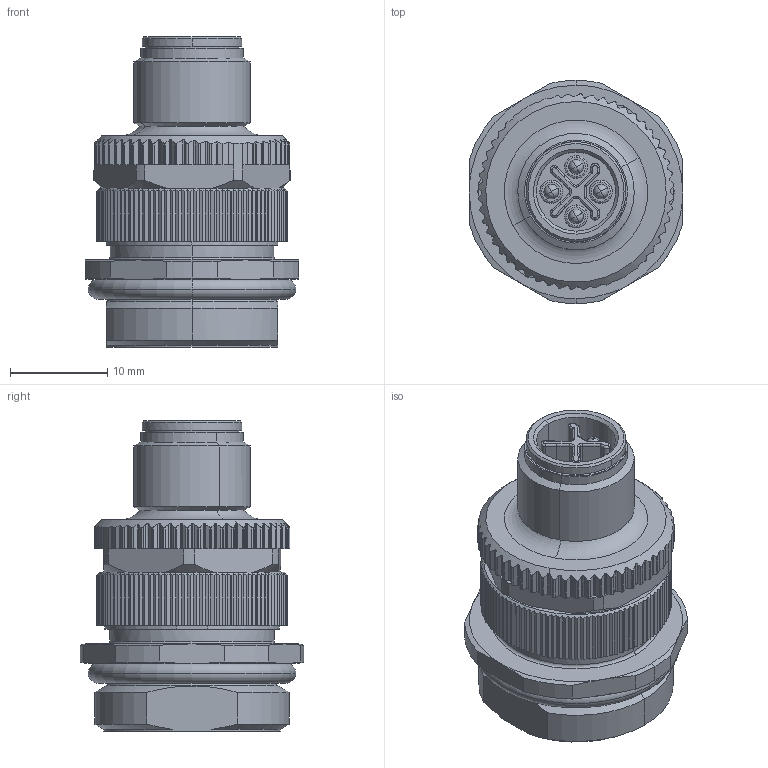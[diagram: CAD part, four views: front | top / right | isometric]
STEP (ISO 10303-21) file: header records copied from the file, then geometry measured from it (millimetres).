
FILE_DESCRIPTION(('CATIA V5 STEP Exchange','CAx-IF Rec.Pracs.--- Model Styling and Organization---1.4--- 2014-01-23'),'2;1');
FILE_NAME ('D1452101_1', '2021-01-05T14:42:48+00:00', ('none'), ('Weidmueller'), 'CATIA Version 5-6 Release 2016 SP3 HF44', 'CATIA V5 STEP AP214', 'none');
FILE_SCHEMA(('AUTOMOTIVE_DESIGN { 1 0 10303 214 1 1 1 1 }'));
Length unit declared in the file: millimetre
Products named in the file (1): 1460290000
Bounding box: 22 x 23 x 32 mm (x, y, z)
Volume: 6707.6 mm3; surface area: 5499.3 mm2
Topology: 7 solids, 8 shells, 993 faces, 2816 edges, 1848 vertices
Faces by surface type: plane 417, cylinder 372, extrusion 97, cone 50, torus 35, sphere 18, bspline 4
Entity records: 35081 total; most frequent: CARTESIAN_POINT 11386, ORIENTED_EDGE 5592, DIRECTION 3678, EDGE_CURVE 2796, VERTEX_POINT 1848, VECTOR 1421, AXIS2_PLACEMENT_3D 1372, LINE 1324
